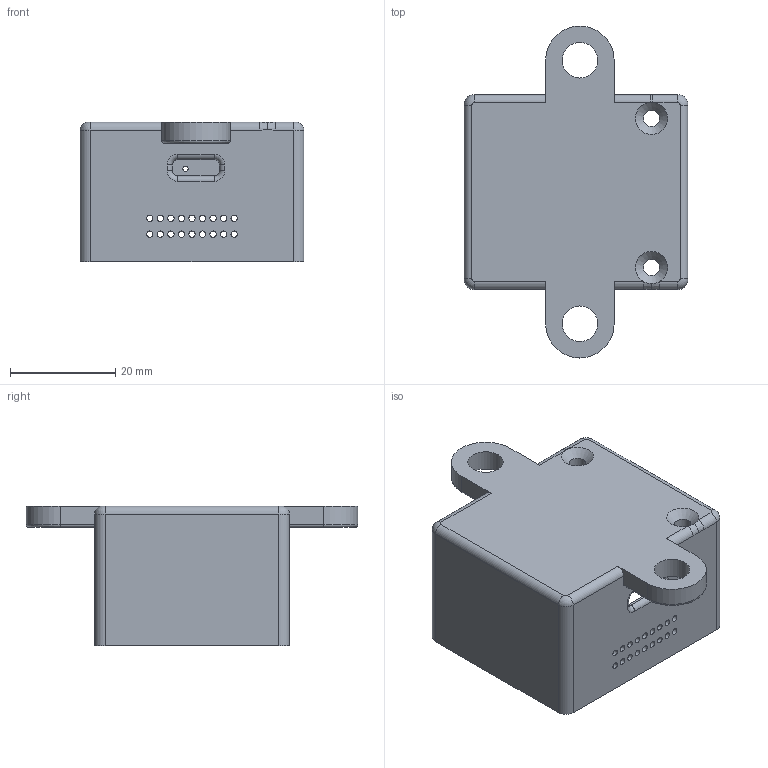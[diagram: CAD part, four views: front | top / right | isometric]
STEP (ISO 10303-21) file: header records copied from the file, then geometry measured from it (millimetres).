
FILE_DESCRIPTION(('STEP AP242'), '1');
FILE_NAME('HSensor_case', '', ('UNSPECIFIED'), ('UNSPECIFIED'), 'ASCON STEP Converter 1.6', 'ASCON Math Kernel', '');
FILE_SCHEMA(('AP242_MANAGED_MODEL_BASED_3D_ENGINEERING_MIM_LF { 1 0 10303 442 1 1 4 }'));
Length unit declared in the file: millimetre
Bounding box: 42.5 x 63 x 26.5 mm (x, y, z)
Volume: 9011.6 mm3; surface area: 11783.4 mm2
Topology: 1 solids, 1 shells, 269 faces, 774 edges, 516 vertices
Faces by surface type: cylinder 157, plane 96, torus 11, bspline 3, cone 2
Full cylindrical faces by diameter (mm): 1 x1, 1.2 x36, 3.1 x2, 6.75 x2
Entity records: 11249 total; most frequent: CARTESIAN_POINT 1754, DIRECTION 1570, ORIENTED_EDGE 1420, EDGE_CURVE 710, AXIS2_PLACEMENT_3D 595, VERTEX_POINT 492, EDGE_LOOP 404, LINE 380
